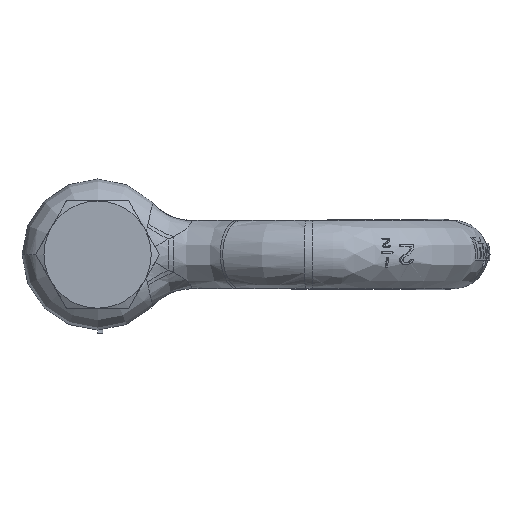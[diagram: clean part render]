
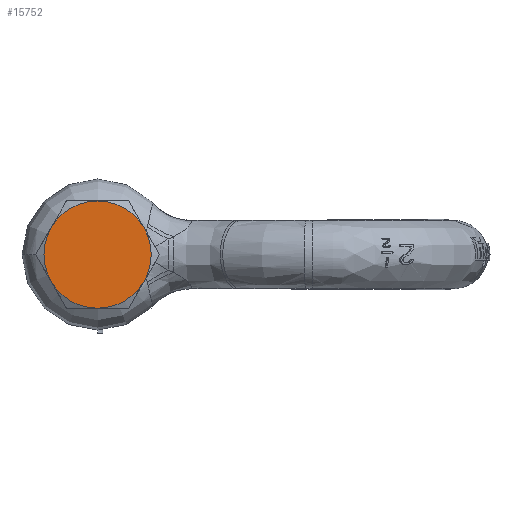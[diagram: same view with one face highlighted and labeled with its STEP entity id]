
A CAD part, left-side view. The second image highlights one B-rep face of the part: STEP entity #15752.
In plain terms, the highlighted planar face has unit normal (-1, 0, 0).
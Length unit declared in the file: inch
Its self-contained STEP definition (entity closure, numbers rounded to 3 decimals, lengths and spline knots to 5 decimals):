
#15259=CARTESIAN_POINT('',(-6.34491,0.,
0.));
#15260=DIRECTION('',(-1.,0.,0.));
#15261=DIRECTION('',(0.,0.,-1.));
#15262=AXIS2_PLACEMENT_3D('',#15259,#15260,#15261);
#15264=CARTESIAN_POINT('',(-6.34491,0.,
0.));
#15265=DIRECTION('',(-1.,0.,0.));
#15266=DIRECTION('',(0.,0.866,-0.5));
#15267=AXIS2_PLACEMENT_3D('',#15264,#15265,#15266);
#15269=CARTESIAN_POINT('',(-6.34491,0.,
0.));
#15270=DIRECTION('',(-1.,0.,0.));
#15271=DIRECTION('',(0.,0.866,0.5));
#15272=AXIS2_PLACEMENT_3D('',#15269,#15270,#15271);
#15274=CARTESIAN_POINT('',(-6.34491,0.,
0.));
#15275=DIRECTION('',(-1.,0.,0.));
#15276=DIRECTION('',(0.,0.,1.));
#15277=AXIS2_PLACEMENT_3D('',#15274,#15275,#15276);
#15279=CARTESIAN_POINT('',(-6.34491,0.,
0.));
#15280=DIRECTION('',(-1.,0.,0.));
#15281=DIRECTION('',(0.,-0.866,0.5));
#15282=AXIS2_PLACEMENT_3D('',#15279,#15280,#15281);
#15284=CARTESIAN_POINT('',(-6.34491,0.,
0.));
#15285=DIRECTION('',(-1.,0.,0.));
#15286=DIRECTION('',(0.,-0.866,-0.5));
#15287=AXIS2_PLACEMENT_3D('',#15284,#15285,#15286);
#15301=CARTESIAN_POINT('',(-6.34491,0.,-2.0625));
#15302=CARTESIAN_POINT('',(-6.34491,-1.78618,
-1.03125));
#15303=VERTEX_POINT('',#15301);
#15304=VERTEX_POINT('',#15302);
#15305=CARTESIAN_POINT('',(-6.34491,-1.78618,
1.03125));
#15306=VERTEX_POINT('',#15305);
#15307=CARTESIAN_POINT('',(-6.34491,0.,2.0625));
#15308=VERTEX_POINT('',#15307);
#15309=CARTESIAN_POINT('',(-6.34491,1.78618,
1.03125));
#15310=VERTEX_POINT('',#15309);
#15311=CARTESIAN_POINT('',(-6.34491,1.78618,
-1.03125));
#15312=VERTEX_POINT('',#15311);
#15739=CARTESIAN_POINT('',(-6.34491,0.,
0.));
#15740=DIRECTION('',(-1.,0.,0.));
#15741=DIRECTION('',(0.,0.,1.));
#15742=AXIS2_PLACEMENT_3D('',#15739,#15740,#15741);
#15743=PLANE('',#15742);
#15744=ORIENTED_EDGE('',*,*,#15448,.F.);
#15745=ORIENTED_EDGE('',*,*,#15388,.F.);
#15746=ORIENTED_EDGE('',*,*,#15374,.F.);
#15747=ORIENTED_EDGE('',*,*,#15360,.F.);
#15748=ORIENTED_EDGE('',*,*,#15476,.F.);
#15749=ORIENTED_EDGE('',*,*,#15462,.F.);
#15750=EDGE_LOOP('',(#15744,#15745,#15746,#15747,#15748,#15749));
#15751=FACE_OUTER_BOUND('',#15750,.F.);
#15752=ADVANCED_FACE('',(#15751),#15743,.T.);
#15263=CIRCLE('',#15262,2.0625);
#15268=CIRCLE('',#15267,2.0625);
#15273=CIRCLE('',#15272,2.0625);
#15278=CIRCLE('',#15277,2.0625);
#15283=CIRCLE('',#15282,2.0625);
#15288=CIRCLE('',#15287,2.0625);
#15360=EDGE_CURVE('',#15308,#15310,#15278,.T.);
#15374=EDGE_CURVE('',#15310,#15312,#15273,.T.);
#15388=EDGE_CURVE('',#15312,#15303,#15268,.T.);
#15448=EDGE_CURVE('',#15303,#15304,#15263,.T.);
#15462=EDGE_CURVE('',#15304,#15306,#15288,.T.);
#15476=EDGE_CURVE('',#15306,#15308,#15283,.T.);
